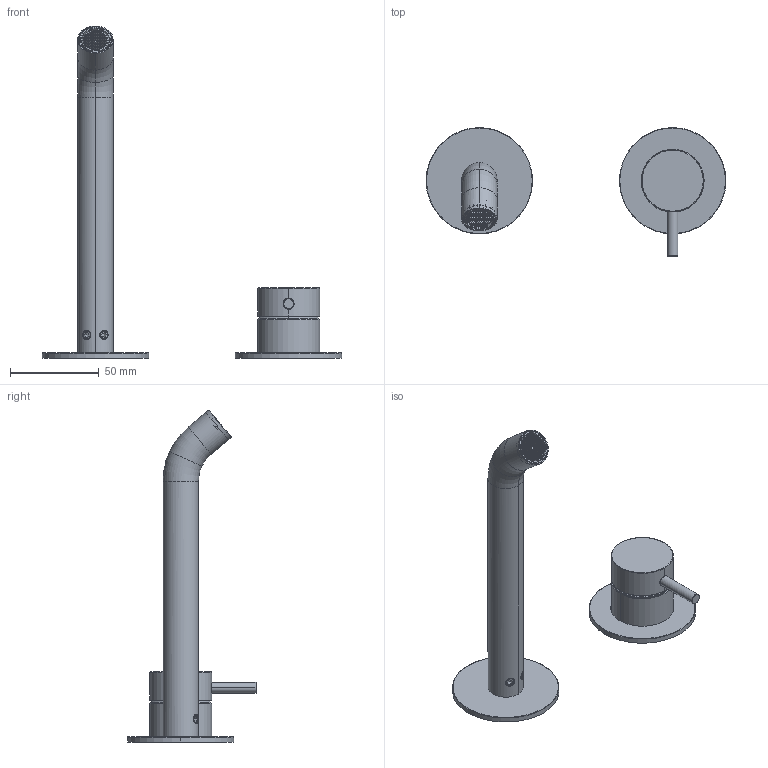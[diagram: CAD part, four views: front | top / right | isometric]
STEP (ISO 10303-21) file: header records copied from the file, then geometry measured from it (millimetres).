
FILE_DESCRIPTION((''),'2;1');
FILE_NAME('5010044CR_ASM','2025-06-30T08:40:19',('simone.bertoli'),('PAFFONI SpA'),'CREO PARAMETRIC BY PTC INC, 2022124','CREO PARAMETRIC BY PTC INC, 2022124','');
FILE_SCHEMA(('CONFIG_CONTROL_DESIGN','SHAPE_APPEARANCE_LAYERS_GROUPS'));
Length unit declared in the file: millimetre
Products named in the file (25): 5010068AC_B_AF1; 4111614_AF1; 4111615AC_AF1; 4111575; 4111616_B_AF1; 4111616_A_AF1; 4111616_C; 4111616_AF1_ASM; 4111574AC; 4111574AC_A; 4111659AC_A_AF0; 4111659AC_B_AF0; 4111659AC_C; 4111659AC_AF0_ASM; 4111660AC_A_AF0; 4111659AC_B_AF1; 4111660AC_AF0_ASM; 4111619AC_A; 4111619AC_B; 2092544; 2051108GR; 4111619AC_ASM; 4111618AC; 2051296; 5010044CR_ASM
Assembly tree (28 placements, depth 3):
  5010044CR_ASM
    5010068AC_B_AF1
    4111614_AF1
    4111615AC_AF1
    4111575
    4111616_AF1_ASM
      4111616_B_AF1
      4111616_A_AF1
      4111616_C  x3
    4111574AC
    4111574AC_A
    4111659AC_AF0_ASM
      4111659AC_A_AF0
      4111659AC_B_AF0
      4111659AC_C
    4111660AC_AF0_ASM
      4111660AC_A_AF0
      4111659AC_B_AF1
    4111619AC_ASM
      4111619AC_A
      4111619AC_B
      2092544
      2051108GR
    4111618AC
    2051108GR  x2
    2051296
Bounding box: 169 x 72.7 x 187.25 mm (x, y, z)
Volume: 66552.6 mm3; surface area: 63755.8 mm2
Topology: 23 solids, 28 shells, 5075 faces, 13907 edges, 8847 vertices
Faces by surface type: plane 3616, cylinder 1062, torus 156, cone 148, bspline 65, extrusion 24, sphere 4
Entity records: 220919 total; most frequent: CARTESIAN_POINT 69952, ORIENTED_EDGE 27522, DIRECTION 18859, EDGE_CURVE 13763, VERTEX_POINT 8767, AXIS2_PLACEMENT_3D 6424, B_SPLINE_CURVE_WITH_KNOTS 6367, VECTOR 6011
